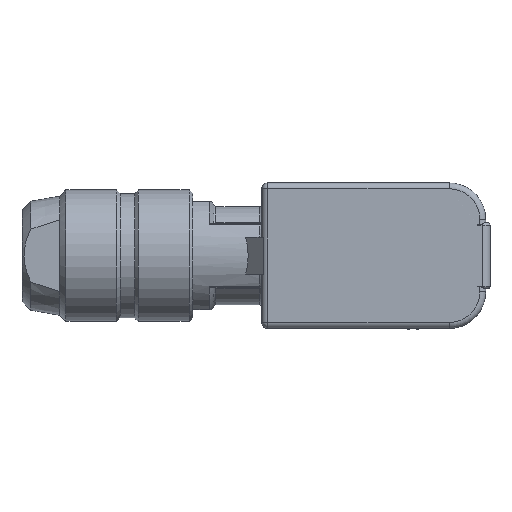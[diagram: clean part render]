
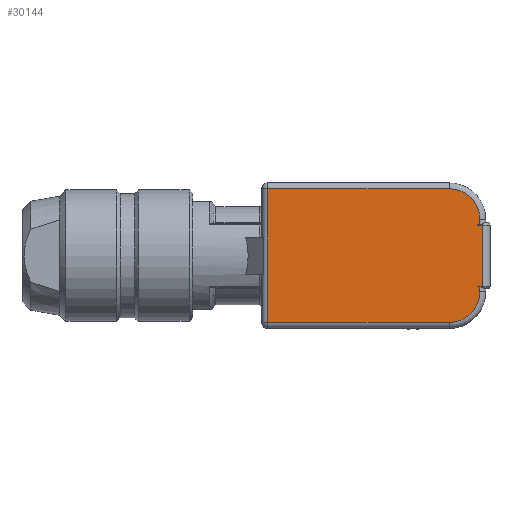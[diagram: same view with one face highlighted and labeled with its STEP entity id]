
A CAD part, top view. The second image highlights one B-rep face of the part: STEP entity #30144.
In plain terms, the highlighted planar face has unit normal (0, 0, 1).
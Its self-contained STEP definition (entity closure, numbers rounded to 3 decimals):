
#9262=DIRECTION('',(0.,-1.,-0.002));
#9263=VECTOR('',#9262,0.75);
#9264=CARTESIAN_POINT('',(9.2,5.,23.8));
#9265=LINE('',#9264,#9263);
#9513=DIRECTION('',(0.,-1.,0.002));
#9514=VECTOR('',#9513,0.75);
#9515=CARTESIAN_POINT('',(9.2,-4.25,23.799));
#9516=LINE('',#9515,#9514);
#9562=DIRECTION('',(1.,0.,0.002));
#9563=VECTOR('',#9562,0.3);
#9564=CARTESIAN_POINT('',(8.9,-4.25,23.798));
#9565=LINE('',#9564,#9563);
#9569=DIRECTION('',(-1.,0.,0.));
#9570=VECTOR('',#9569,0.6);
#9571=CARTESIAN_POINT('',(9.5,-4.2,23.8));
#9572=LINE('',#9571,#9570);
#9576=CARTESIAN_POINT('',(8.9,-4.25,23.798));
#9577=CARTESIAN_POINT('',(8.9,-4.244,23.798));
#9578=CARTESIAN_POINT('',(8.9,-4.233,23.801));
#9579=CARTESIAN_POINT('',(8.9,-4.217,23.8));
#9580=CARTESIAN_POINT('',(8.9,-4.206,23.8));
#9581=CARTESIAN_POINT('',(8.9,-4.2,23.8));
#9586=CARTESIAN_POINT('',(5.,-5.,23.8));
#9587=DIRECTION('',(0.,0.,1.));
#9588=DIRECTION('',(0.,-1.,0.));
#9589=AXIS2_PLACEMENT_3D('',#9586,#9587,#9588);
#9594=CARTESIAN_POINT('',(5.,5.,23.8));
#9595=DIRECTION('',(0.,0.,1.));
#9596=DIRECTION('',(1.,0.,0.));
#9597=AXIS2_PLACEMENT_3D('',#9594,#9595,#9596);
#9602=CARTESIAN_POINT('',(8.9,4.2,23.8));
#9603=CARTESIAN_POINT('',(8.9,4.217,23.8));
#9604=CARTESIAN_POINT('',(8.9,4.233,23.798));
#9605=CARTESIAN_POINT('',(8.9,4.25,23.798));
#9617=DIRECTION('',(0.,-1.,0.));
#9618=VECTOR('',#9617,8.4);
#9619=CARTESIAN_POINT('',(9.5,4.2,23.8));
#9620=LINE('',#9619,#9618);
#11168=DIRECTION('',(0.,1.,0.));
#11169=VECTOR('',#11168,18.4);
#11170=CARTESIAN_POINT('',(-20.,-9.2,23.8));
#11171=LINE('',#11170,#11169);
#11228=DIRECTION('',(-1.,0.,0.));
#11229=VECTOR('',#11228,25.);
#11230=CARTESIAN_POINT('',(5.,-9.2,23.8));
#11231=LINE('',#11230,#11229);
#11266=DIRECTION('',(1.,0.,0.));
#11267=VECTOR('',#11266,25.);
#11268=CARTESIAN_POINT('',(-20.,9.2,23.8));
#11269=LINE('',#11268,#11267);
#12509=DIRECTION('',(1.,0.,0.));
#12510=VECTOR('',#12509,0.6);
#12511=CARTESIAN_POINT('',(8.9,4.2,23.8));
#12512=LINE('',#12511,#12510);
#12516=DIRECTION('',(-1.,0.,-0.002));
#12517=VECTOR('',#12516,0.3);
#12518=CARTESIAN_POINT('',(9.2,4.25,23.799));
#12519=LINE('',#12518,#12517);
#22221=CARTESIAN_POINT('',(9.5,4.2,23.8));
#22222=VERTEX_POINT('',#22221);
#22229=CARTESIAN_POINT('',(9.2,5.,23.8));
#22230=VERTEX_POINT('',#22229);
#22231=CARTESIAN_POINT('',(9.2,4.25,23.799));
#22232=VERTEX_POINT('',#22231);
#22234=CARTESIAN_POINT('',(8.9,4.2,23.8));
#22235=VERTEX_POINT('',#22234);
#22239=CARTESIAN_POINT('',(9.2,-4.25,23.799));
#22240=CARTESIAN_POINT('',(9.2,-5.,23.8));
#22241=VERTEX_POINT('',#22239);
#22242=VERTEX_POINT('',#22240);
#22247=VERTEX_POINT('',#9605);
#22393=CARTESIAN_POINT('',(9.5,-4.2,23.8));
#22394=VERTEX_POINT('',#22393);
#22395=CARTESIAN_POINT('',(5.,9.2,23.8));
#22396=VERTEX_POINT('',#22395);
#22397=CARTESIAN_POINT('',(-20.,9.2,23.8));
#22398=VERTEX_POINT('',#22397);
#22399=CARTESIAN_POINT('',(-20.,-9.2,23.8));
#22400=VERTEX_POINT('',#22399);
#22401=CARTESIAN_POINT('',(5.,-9.2,23.8));
#22402=VERTEX_POINT('',#22401);
#22403=CARTESIAN_POINT('',(8.9,-4.2,23.8));
#22404=VERTEX_POINT('',#22403);
#22477=VERTEX_POINT('',#9576);
#30114=CARTESIAN_POINT('',(8.9,4.5,23.8));
#30115=DIRECTION('',(0.,0.,1.));
#30116=DIRECTION('',(1.,0.,0.));
#30117=AXIS2_PLACEMENT_3D('',#30114,#30115,#30116);
#30118=PLANE('',#30117);
#30120=ORIENTED_EDGE('',*,*,#30119,.T.);
#30121=ORIENTED_EDGE('',*,*,#30108,.T.);
#30122=ORIENTED_EDGE('',*,*,#30106,.F.);
#30123=ORIENTED_EDGE('',*,*,#30104,.T.);
#30124=ORIENTED_EDGE('',*,*,#30072,.T.);
#30126=ORIENTED_EDGE('',*,*,#30125,.F.);
#30128=ORIENTED_EDGE('',*,*,#30127,.T.);
#30130=ORIENTED_EDGE('',*,*,#30129,.T.);
#30132=ORIENTED_EDGE('',*,*,#30131,.T.);
#30134=ORIENTED_EDGE('',*,*,#30133,.F.);
#30135=ORIENTED_EDGE('',*,*,#29901,.T.);
#30137=ORIENTED_EDGE('',*,*,#30136,.T.);
#30139=ORIENTED_EDGE('',*,*,#30138,.F.);
#30141=ORIENTED_EDGE('',*,*,#30140,.T.);
#30142=EDGE_LOOP('',(#30120,#30121,#30122,#30123,#30124,#30126,#30128,#30130,
#30132,#30134,#30135,#30137,#30139,#30141));
#30143=FACE_OUTER_BOUND('',#30142,.F.);
#30144=ADVANCED_FACE('',(#30143),#30118,.T.);
#9582=B_SPLINE_CURVE_WITH_KNOTS('',3,(#9576,#9577,#9578,#9579,#9580,#9581),
.UNSPECIFIED.,.F.,.F.,(4,1,1,4),(0.,0.333,0.667,1.),
.UNSPECIFIED.);
#9590=CIRCLE('',#9589,4.2);
#9598=CIRCLE('',#9597,4.2);
#9606=B_SPLINE_CURVE_WITH_KNOTS('',3,(#9602,#9603,#9604,#9605),.UNSPECIFIED.,
.F.,.F.,(4,4),(0.,1.),.UNSPECIFIED.);
#29901=EDGE_CURVE('',#22230,#22232,#9265,.T.);
#30072=EDGE_CURVE('',#22241,#22242,#9516,.T.);
#30104=EDGE_CURVE('',#22477,#22241,#9565,.T.);
#30106=EDGE_CURVE('',#22477,#22404,#9582,.T.);
#30108=EDGE_CURVE('',#22394,#22404,#9572,.T.);
#30119=EDGE_CURVE('',#22222,#22394,#9620,.T.);
#30125=EDGE_CURVE('',#22402,#22242,#9590,.T.);
#30127=EDGE_CURVE('',#22402,#22400,#11231,.T.);
#30129=EDGE_CURVE('',#22400,#22398,#11171,.T.);
#30131=EDGE_CURVE('',#22398,#22396,#11269,.T.);
#30133=EDGE_CURVE('',#22230,#22396,#9598,.T.);
#30136=EDGE_CURVE('',#22232,#22247,#12519,.T.);
#30138=EDGE_CURVE('',#22235,#22247,#9606,.T.);
#30140=EDGE_CURVE('',#22235,#22222,#12512,.T.);
